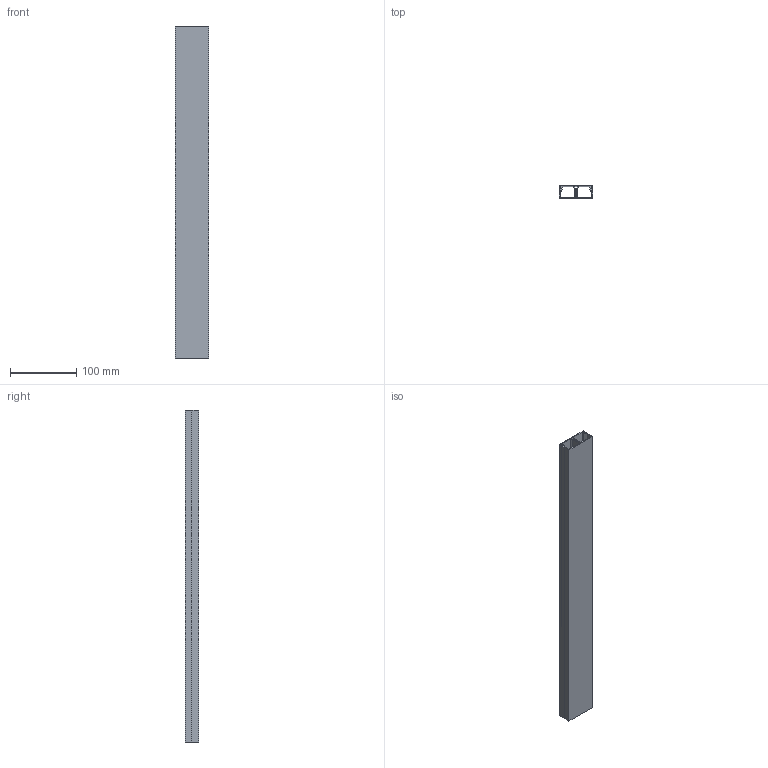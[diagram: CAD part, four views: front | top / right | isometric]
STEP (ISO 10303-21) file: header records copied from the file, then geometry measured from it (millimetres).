
FILE_DESCRIPTION (( 'STEP AP214' ), '1' );
FILE_NAME ('6168728.stp', '2016-10-04T07:57:34', ( '' ), ( '' ), 'SwSTEP 2.0', 'SolidWorks 2016', '' );
FILE_SCHEMA (( 'AUTOMOTIVE_DESIGN' ));
Length unit declared in the file: millimetre
Products named in the file (3): 6168728; Oberteil_2410_50; Unterteil_20050.1
Assembly tree (2 placements, depth 2):
  6168728
    Oberteil_2410_50
    Unterteil_20050.1
Bounding box: 50 x 20 x 500 mm (x, y, z)
Volume: 125720.7 mm3; surface area: 193731.3 mm2
Topology: 2 solids, 2 shells, 55 faces, 153 edges, 102 vertices
Faces by surface type: plane 50, cylinder 5
Entity records: 2456 total; most frequent: CARTESIAN_POINT 315, ORIENTED_EDGE 306, DIRECTION 283, EDGE_CURVE 153, VECTOR 143, LINE 143, VERTEX_POINT 102, AXIS2_PLACEMENT_3D 70
